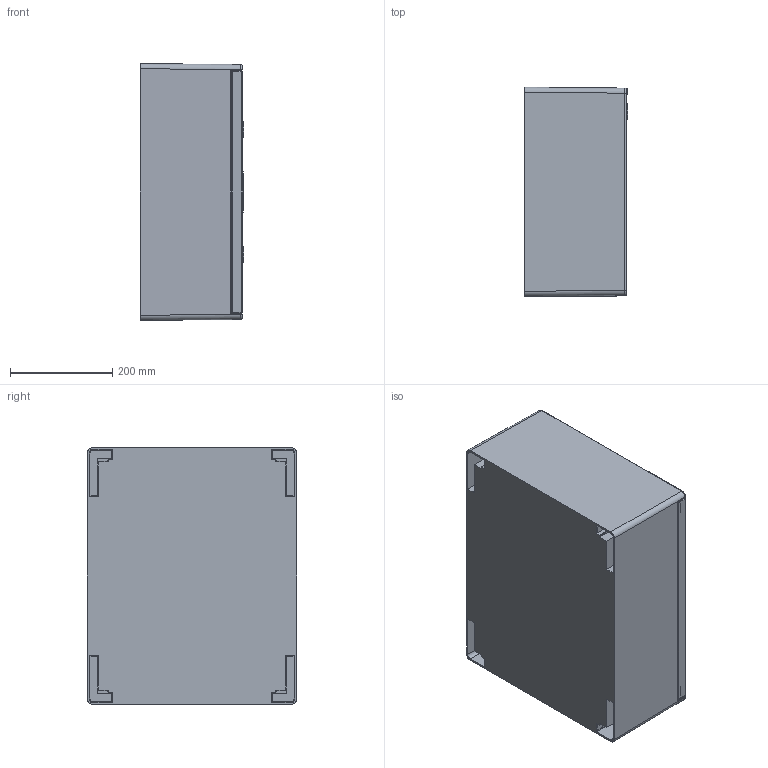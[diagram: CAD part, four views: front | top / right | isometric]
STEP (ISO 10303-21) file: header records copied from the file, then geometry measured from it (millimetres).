
FILE_DESCRIPTION((''),'2;1');
FILE_NAME('GW46003F_ASM','2020-07-22T09:42:13',('user'),('Technoprobe spa'),'CREO PARAMETRIC BY PTC INC, 2019471','CREO PARAMETRIC BY PTC INC, 2019471','');
FILE_SCHEMA(('CONFIG_CONTROL_DESIGN'));
Length unit declared in the file: millimetre
Products named in the file (3): 55710016XXX3; 55710024C3XX_PORTA_CIECA_QUADRO; GW46003F_ASM
Assembly tree (2 placements, depth 2):
  GW46003F_ASM
    55710016XXX3
    55710024C3XX_PORTA_CIECA_QUADRO
Bounding box: 202.3 x 409.49 x 502.49 mm (x, y, z)
Volume: 3553271.7 mm3; surface area: 1967465.8 mm2
Topology: 2 solids, 2 shells, 1244 faces, 3290 edges, 2154 vertices
Faces by surface type: plane 696, cone 241, cylinder 237, bspline 66, torus 4
Entity records: 42866 total; most frequent: CARTESIAN_POINT 12831, ORIENTED_EDGE 6572, DIRECTION 5702, EDGE_CURVE 3286, VERTEX_POINT 2154, AXIS2_PLACEMENT_3D 1935, VECTOR 1832, LINE 1832
